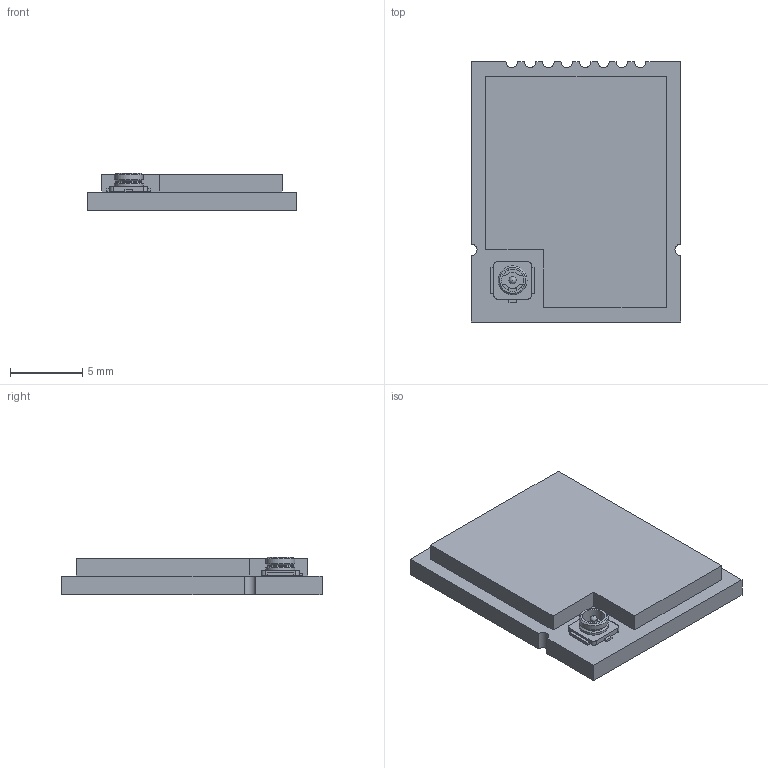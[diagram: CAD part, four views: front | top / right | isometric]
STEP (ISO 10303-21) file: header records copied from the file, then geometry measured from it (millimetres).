
FILE_DESCRIPTION(/* description */ (''),/* implementation_level */ '2;1');
FILE_NAME(/* name */ 'NRF24L01P+PA+LNA+IPX v1.step',/* time_stamp */ '2019-10-15T16:22:20+08:00',/* author */ (''),/* organization */ (''),/* preprocessor_version */ 'ST-DEVELOPER v18',/* originating_system */ 'Autodesk Translation Framework v8.6.0.1094',/* authorisation */ '');
FILE_SCHEMA (('AUTOMOTIVE_DESIGN { 1 0 10303 214 3 1 1 }'));
Length unit declared in the file: millimetre
Products named in the file (1): NRF24L01P+PA+LNA+IPX
Bounding box: 14.5 x 18 x 2.6 mm (x, y, z)
Volume: 560.1 mm3; surface area: 706.9 mm2
Topology: 2 solids, 2 shells, 92 faces, 270 edges, 182 vertices
Faces by surface type: plane 67, cylinder 21, cone 3, sphere 1
Full cylindrical faces by diameter (mm): 0.5 x1, 1.54 x1, 1.8 x1, 2 x2
Entity records: 3140 total; most frequent: CARTESIAN_POINT 544, ORIENTED_EDGE 538, DIRECTION 519, EDGE_CURVE 269, LINE 205, VECTOR 205, VERTEX_POINT 182, AXIS2_PLACEMENT_3D 157
